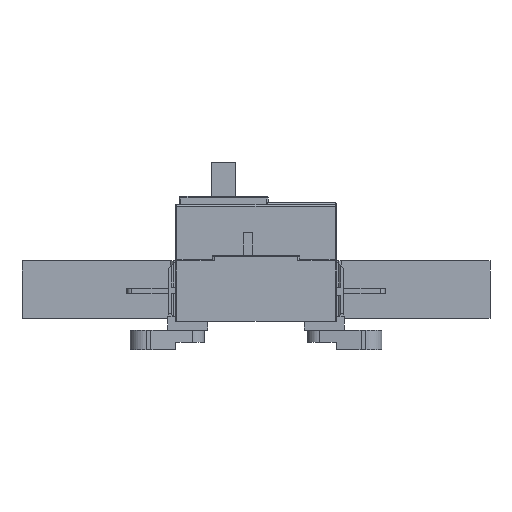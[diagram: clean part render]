
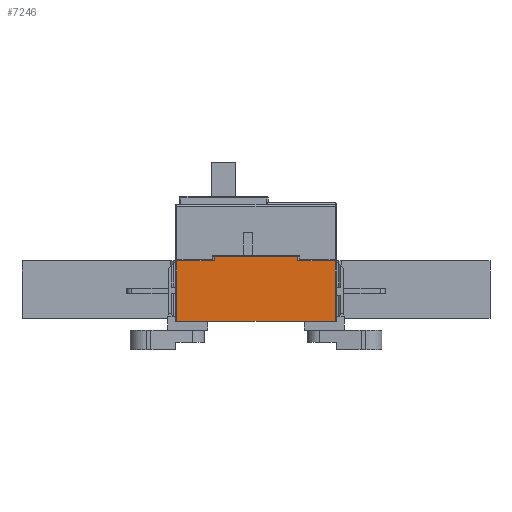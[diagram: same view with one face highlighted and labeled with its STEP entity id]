
A CAD part, left-side view. The second image highlights one B-rep face of the part: STEP entity #7246.
In plain terms, the highlighted planar face has unit normal (-1, 0, 0).
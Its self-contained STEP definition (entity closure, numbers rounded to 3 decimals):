
#342=DIRECTION('',(0.,0.,1.));
#343=VECTOR('',#342,37.5);
#344=CARTESIAN_POINT('',(-65.,-69.,1.));
#345=LINE('',#344,#343);
#356=DIRECTION('',(0.,1.,0.));
#357=VECTOR('',#356,98.);
#358=CARTESIAN_POINT('',(-65.,-69.,1.));
#359=LINE('',#358,#357);
#370=DIRECTION('',(0.,0.,-1.));
#371=VECTOR('',#370,37.5);
#372=CARTESIAN_POINT('',(-65.,29.,38.5));
#373=LINE('',#372,#371);
#588=DIRECTION('',(0.,1.,0.));
#589=VECTOR('',#588,23.);
#590=CARTESIAN_POINT('',(-65.,-69.,38.5));
#591=LINE('',#590,#589);
#602=DIRECTION('',(0.,0.,1.));
#603=VECTOR('',#602,2.5);
#604=CARTESIAN_POINT('',(-65.,-46.,38.5));
#605=LINE('',#604,#603);
#795=DIRECTION('',(0.,1.,0.));
#796=VECTOR('',#795,52.);
#797=CARTESIAN_POINT('',(-65.,-46.,41.));
#798=LINE('',#797,#796);
#840=DIRECTION('',(0.,0.,-1.));
#841=VECTOR('',#840,2.5);
#842=CARTESIAN_POINT('',(-65.,6.,41.));
#843=LINE('',#842,#841);
#933=DIRECTION('',(0.,1.,0.));
#934=VECTOR('',#933,23.);
#935=CARTESIAN_POINT('',(-65.,6.,38.5));
#936=LINE('',#935,#934);
#6100=CARTESIAN_POINT('',(-65.,-69.,1.));
#6102=VERTEX_POINT('',#6100);
#6114=CARTESIAN_POINT('',(-65.,29.,1.));
#6115=VERTEX_POINT('',#6114);
#6128=CARTESIAN_POINT('',(-65.,-69.,38.5));
#6129=VERTEX_POINT('',#6128);
#6132=CARTESIAN_POINT('',(-65.,29.,38.5));
#6133=VERTEX_POINT('',#6132);
#6134=CARTESIAN_POINT('',(-65.,6.,38.5));
#6135=VERTEX_POINT('',#6134);
#6136=CARTESIAN_POINT('',(-65.,6.,41.));
#6137=VERTEX_POINT('',#6136);
#6138=CARTESIAN_POINT('',(-65.,-46.,41.));
#6139=VERTEX_POINT('',#6138);
#6140=CARTESIAN_POINT('',(-65.,-46.,38.5));
#6141=VERTEX_POINT('',#6140);
#7225=CARTESIAN_POINT('',(-65.,-60.,21.3));
#7226=DIRECTION('',(1.,0.,0.));
#7227=DIRECTION('',(0.,1.,0.));
#7228=AXIS2_PLACEMENT_3D('',#7225,#7226,#7227);
#7229=PLANE('',#7228);
#7230=ORIENTED_EDGE('',*,*,#7209,.F.);
#7231=ORIENTED_EDGE('',*,*,#7169,.T.);
#7233=ORIENTED_EDGE('',*,*,#7232,.F.);
#7235=ORIENTED_EDGE('',*,*,#7234,.F.);
#7237=ORIENTED_EDGE('',*,*,#7236,.F.);
#7239=ORIENTED_EDGE('',*,*,#7238,.F.);
#7241=ORIENTED_EDGE('',*,*,#7240,.F.);
#7243=ORIENTED_EDGE('',*,*,#7242,.F.);
#7244=EDGE_LOOP('',(#7230,#7231,#7233,#7235,#7237,#7239,#7241,#7243));
#7245=FACE_OUTER_BOUND('',#7244,.F.);
#7169=EDGE_CURVE('',#6102,#6115,#359,.T.);
#7209=EDGE_CURVE('',#6102,#6129,#345,.T.);
#7232=EDGE_CURVE('',#6133,#6115,#373,.T.);
#7234=EDGE_CURVE('',#6135,#6133,#936,.T.);
#7236=EDGE_CURVE('',#6137,#6135,#843,.T.);
#7238=EDGE_CURVE('',#6139,#6137,#798,.T.);
#7240=EDGE_CURVE('',#6141,#6139,#605,.T.);
#7242=EDGE_CURVE('',#6129,#6141,#591,.T.);
#7246=ADVANCED_FACE('',(#7245),#7229,.F.);
